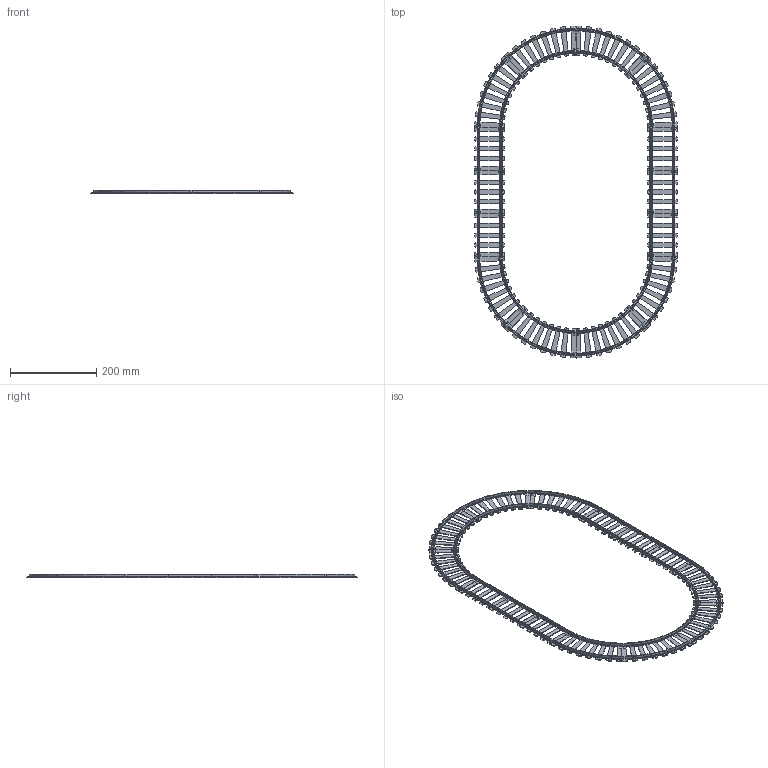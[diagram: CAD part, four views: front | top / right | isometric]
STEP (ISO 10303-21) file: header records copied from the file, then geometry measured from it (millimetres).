
FILE_DESCRIPTION(/* description */ ('STEP AP242','CAx-IF Rec.Pracs.---Representation and Presentation of Product Manufacturing Information (PMI)---4.0---2014-10-13','CAx-IF Rec.Pracs.---3D Tessellated Geometry---0.4---2014-09-14','2;1'),/* implementation_level */ '2;1');
FILE_NAME(/* name */ '68357d74b0d4232e8b1c230a',/* time_stamp */ '2025-05-27T08:53:10Z',/* author */ (''),/* organization */ (''),/* preprocessor_version */ 'ST-DEVELOPER v20',/* originating_system */ 'ONSHAPE BY PTC INC, 1.198',/* authorisation */ ' ');
FILE_SCHEMA (('AP242_MANAGED_MODEL_BASED_3D_ENGINEERING_MIM_LF { 1 0 10303 442 1 1 4 }'));
Length unit declared in the file: metre
Products named in the file (3): rail_assem; R200-45deg; 100straight
Assembly tree (14 placements, depth 2):
  rail_assem
    R200-45deg  x8
    100straight  x6
Bounding box: 468 x 767.98 x 9 mm (x, y, z)
Volume: 184299.7 mm3; surface area: 227845.5 mm2
Topology: 14 solids, 14 shells, 2780 faces, 7920 edges, 5008 vertices
Faces by surface type: plane 1836, cylinder 848, cone 64, torus 32
Entity records: 12739 total; most frequent: CARTESIAN_POINT 2301, DIRECTION 2210, ORIENTED_EDGE 2200, EDGE_CURVE 1100, AXIS2_PLACEMENT_3D 737, LINE 736, VECTOR 736, VERTEX_POINT 696
